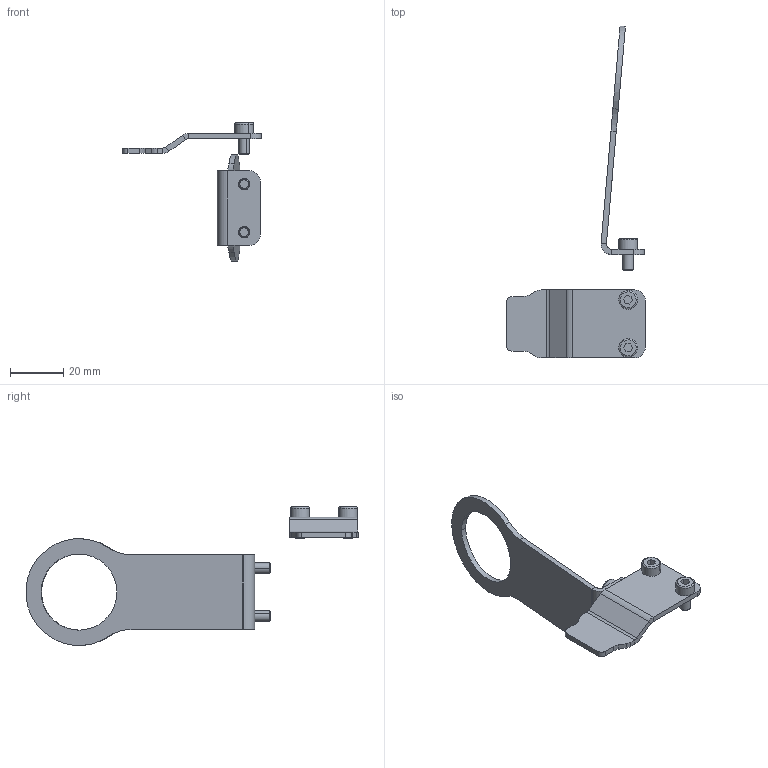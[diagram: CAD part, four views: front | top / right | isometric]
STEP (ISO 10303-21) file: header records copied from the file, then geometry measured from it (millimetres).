
FILE_DESCRIPTION (( 'STEP AP203' ), '1' );
FILE_NAME ('P4002.STEP', '2019-01-25T12:42:04', ( '' ), ( '' ), 'SwSTEP 2.0', 'SolidWorks 2017', '' );
FILE_SCHEMA (( 'CONFIG_CONTROL_DESIGN' ));
Length unit declared in the file: millimetre
Products named in the file (1): P4002
Bounding box: 52 x 124.37 x 51.94 mm (x, y, z)
Volume: 8044.9 mm3; surface area: 9363.8 mm2
Topology: 6 solids, 6 shells, 136 faces, 308 edges, 192 vertices
Faces by surface type: plane 73, cylinder 47, cone 8, torus 8
Entity records: 3877 total; most frequent: DIRECTION 700, CARTESIAN_POINT 637, ORIENTED_EDGE 616, EDGE_CURVE 308, AXIS2_PLACEMENT_3D 255, VERTEX_POINT 192, LINE 190, VECTOR 190
